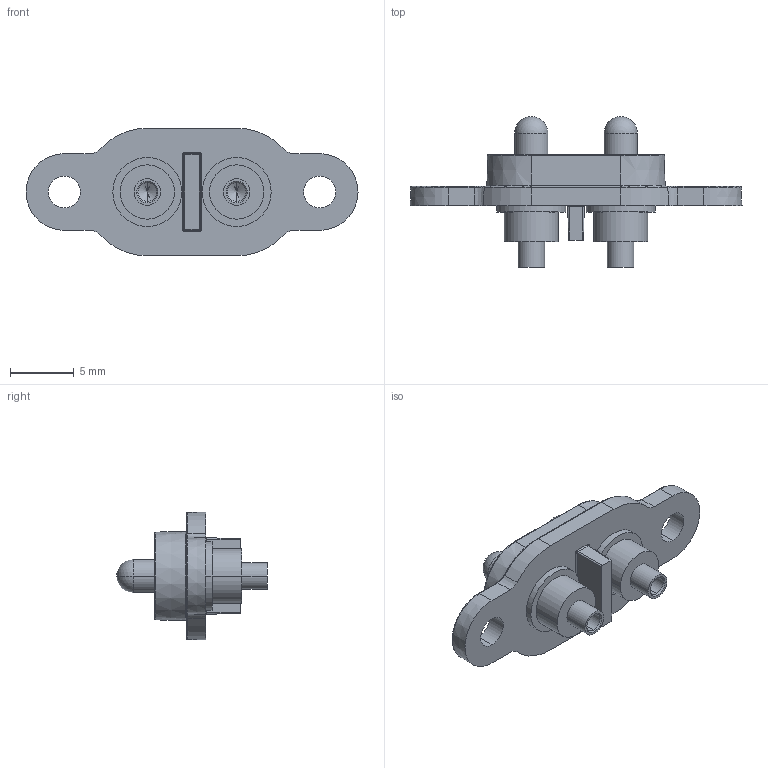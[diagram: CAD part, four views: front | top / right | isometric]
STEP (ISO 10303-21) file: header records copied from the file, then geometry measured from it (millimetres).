
FILE_DESCRIPTION (( 'STEP AP214' ), '1' );
FILE_NAME ('UEBK-30252.STEP', '2021-01-25T09:52:34', ( '' ), ( '' ), 'SwSTEP 2.0', 'SolidWorks 2020', '' );
FILE_SCHEMA (( 'AUTOMOTIVE_DESIGN' ));
Length unit declared in the file: millimetre
Products named in the file (3): Gehäuse30306; UEBK-30306; UEBK-30252
Assembly tree (3 placements, depth 2):
  UEBK-30252
    UEBK-30306  x2
    Gehäuse30306
Bounding box: 26 x 11.8 x 10 mm (x, y, z)
Volume: 630.3 mm3; surface area: 990.4 mm2
Topology: 3 solids, 3 shells, 150 faces, 336 edges, 196 vertices
Faces by surface type: cylinder 58, cone 40, plane 26, bspline 18, sphere 4, torus 4
Entity records: 3570 total; most frequent: CARTESIAN_POINT 941, DIRECTION 558, ORIENTED_EDGE 512, EDGE_CURVE 256, AXIS2_PLACEMENT_3D 225, VERTEX_POINT 152, EDGE_LOOP 130, CIRCLE 122
